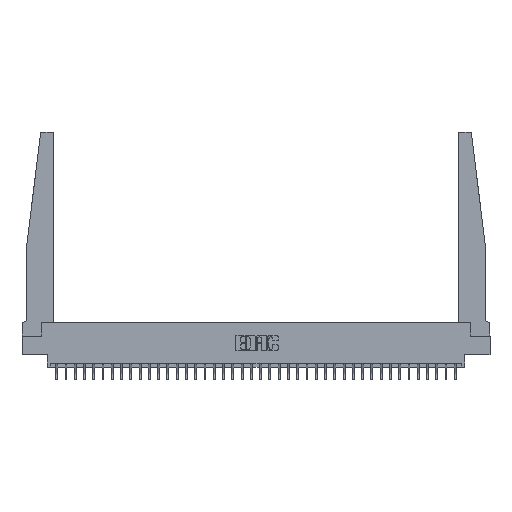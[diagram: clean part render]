
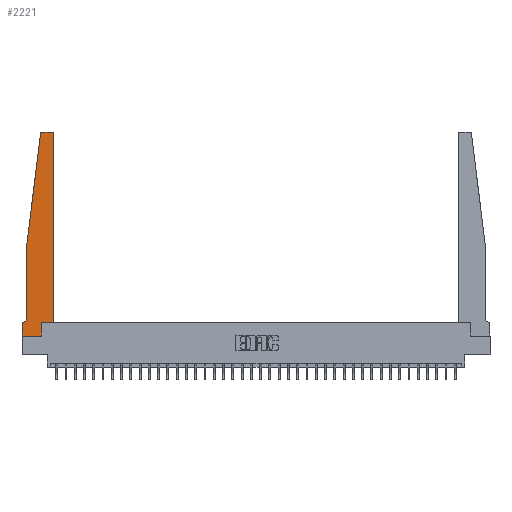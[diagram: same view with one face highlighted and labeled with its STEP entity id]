
A CAD part, top view. The second image highlights one B-rep face of the part: STEP entity #2221.
In plain terms, the highlighted planar face has unit normal (0, 0, 1).
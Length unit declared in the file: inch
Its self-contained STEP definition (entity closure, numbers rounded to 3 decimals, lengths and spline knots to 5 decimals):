
#206 = CARTESIAN_POINT ( 'NONE',  ( 0.25, 2.75, 0.37 ) ) ;
#426 = CARTESIAN_POINT ( 'NONE',  ( 0.2605, 0.18, 0.37 ) ) ;
#517 = EDGE_CURVE ( 'NONE', #23817, #27185, #30362, .T. ) ;
#894 = VERTEX_POINT ( 'NONE', #8431 ) ;
#1973 = VERTEX_POINT ( 'NONE', #3784 ) ;
#2019 = ORIENTED_EDGE ( 'NONE', *, *, #517, .T. ) ;
#2221 = ADVANCED_FACE ( 'NONE', ( #25136 ), #19782, .T. ) ;
#2350 = CARTESIAN_POINT ( 'NONE',  ( 0., 0.1875, 0.37 ) ) ;
#2459 = EDGE_CURVE ( 'NONE', #30640, #23817, #27339, .T. ) ;
#2644 = DIRECTION ( 'NONE',  ( 0., 0., 1. ) ) ;
#2762 = EDGE_CURVE ( 'NONE', #27185, #7395, #30624, .T. ) ;
#3238 = EDGE_CURVE ( 'NONE', #5609, #30640, #11963, .T. ) ;
#3727 = DIRECTION ( 'NONE',  ( 1., 0., 0. ) ) ;
#3784 = CARTESIAN_POINT ( 'NONE',  ( 0.065, 1.25, 0.37 ) ) ;
#3847 = LINE ( 'NONE', #11751, #4542 ) ;
#4138 = DIRECTION ( 'NONE',  ( 1., 0., 0. ) ) ;
#4258 = ORIENTED_EDGE ( 'NONE', *, *, #32331, .T. ) ;
#4542 = VECTOR ( 'NONE', #9156, 39.37008 ) ;
#5609 = VERTEX_POINT ( 'NONE', #22104 ) ;
#5839 = CARTESIAN_POINT ( 'NONE',  ( 0., 0., 0.37 ) ) ;
#6391 = VECTOR ( 'NONE', #29931, 39.37008 ) ;
#6877 = VERTEX_POINT ( 'NONE', #16934 ) ;
#6995 = AXIS2_PLACEMENT_3D ( 'NONE', #16785, #11462, #3727 ) ;
#7395 = VERTEX_POINT ( 'NONE', #426 ) ;
#7430 = LINE ( 'NONE', #206, #31678 ) ;
#7469 = VECTOR ( 'NONE', #22839, 39.37008 ) ;
#7556 = CIRCLE ( 'NONE', #6995, 0.03 ) ;
#7802 = LINE ( 'NONE', #12793, #31772 ) ;
#8050 = VECTOR ( 'NONE', #12308, 39.37008 ) ;
#8431 = CARTESIAN_POINT ( 'NONE',  ( 0.065, 0.2375, 0.37 ) ) ;
#8534 = EDGE_CURVE ( 'NONE', #894, #5609, #28047, .T. ) ;
#9156 = DIRECTION ( 'NONE',  ( -0.122, -0.992, 0. ) ) ;
#9437 = CARTESIAN_POINT ( 'NONE',  ( 0., 0., 0.37 ) ) ;
#9743 = CARTESIAN_POINT ( 'NONE',  ( 0.2605, 0.18, 0.37 ) ) ;
#10747 = VERTEX_POINT ( 'NONE', #10870 ) ;
#10870 = CARTESIAN_POINT ( 'NONE',  ( 0.27653, 2.75, 0.37 ) ) ;
#11334 = LINE ( 'NONE', #22696, #14452 ) ;
#11462 = DIRECTION ( 'NONE',  ( 0., 0., 1. ) ) ;
#11678 = DIRECTION ( 'NONE',  ( 0., 1., 0. ) ) ;
#11751 = CARTESIAN_POINT ( 'NONE',  ( 0.065, 1.25, 0.37 ) ) ;
#11785 = EDGE_CURVE ( 'NONE', #6877, #1973, #3847, .T. ) ;
#11925 = ORIENTED_EDGE ( 'NONE', *, *, #3238, .T. ) ;
#11963 = LINE ( 'NONE', #22462, #8050 ) ;
#12066 = EDGE_CURVE ( 'NONE', #29676, #21883, #26013, .T. ) ;
#12265 = VERTEX_POINT ( 'NONE', #14804 ) ;
#12308 = DIRECTION ( 'NONE',  ( -1., 0., 0. ) ) ;
#12793 = CARTESIAN_POINT ( 'NONE',  ( 0.065, 1.25, 0.37 ) ) ;
#13120 = CARTESIAN_POINT ( 'NONE',  ( 0.425, 2.72, 0.37 ) ) ;
#13183 = AXIS2_PLACEMENT_3D ( 'NONE', #18316, #31940, #18485 ) ;
#14281 = ORIENTED_EDGE ( 'NONE', *, *, #8534, .T. ) ;
#14300 = EDGE_CURVE ( 'NONE', #12265, #29676, #11334, .T. ) ;
#14452 = VECTOR ( 'NONE', #11678, 39.37008 ) ;
#14515 = AXIS2_PLACEMENT_3D ( 'NONE', #30329, #17536, #4138 ) ;
#14804 = CARTESIAN_POINT ( 'NONE',  ( 0.425, 0.18, 0.37 ) ) ;
#15164 = DIRECTION ( 'NONE',  ( -1., 0., 0. ) ) ;
#15551 = ORIENTED_EDGE ( 'NONE', *, *, #2459, .T. ) ;
#15697 = CARTESIAN_POINT ( 'NONE',  ( 0.395, 2.72, 0.37 ) ) ;
#16367 = CARTESIAN_POINT ( 'NONE',  ( 0.395, 2.75, 0.37 ) ) ;
#16785 = CARTESIAN_POINT ( 'NONE',  ( 0.27653, 2.72, 0.37 ) ) ;
#16934 = CARTESIAN_POINT ( 'NONE',  ( 0.24675, 2.72367, 0.37 ) ) ;
#17363 = ORIENTED_EDGE ( 'NONE', *, *, #17378, .T. ) ;
#17378 = EDGE_CURVE ( 'NONE', #21883, #10747, #7430, .T. ) ;
#17536 = DIRECTION ( 'NONE',  ( 0., 0., 1. ) ) ;
#18245 = EDGE_CURVE ( 'NONE', #7395, #12265, #27166, .T. ) ;
#18316 = CARTESIAN_POINT ( 'NONE',  ( 0.015, 0.2375, 0.37 ) ) ;
#18485 = DIRECTION ( 'NONE',  ( -1., 0., 0. ) ) ;
#19782 = PLANE ( 'NONE',  #14515 ) ;
#20289 = ORIENTED_EDGE ( 'NONE', *, *, #21726, .T. ) ;
#20491 = DIRECTION ( 'NONE',  ( 1., 0., 0. ) ) ;
#21512 = ORIENTED_EDGE ( 'NONE', *, *, #18245, .T. ) ;
#21527 = EDGE_LOOP ( 'NONE', ( #17363, #4258, #30356, #20289, #14281, #11925, #15551, #2019, #32985, #21512, #27808, #28031 ) ) ;
#21726 = EDGE_CURVE ( 'NONE', #1973, #894, #7802, .T. ) ;
#21883 = VERTEX_POINT ( 'NONE', #16367 ) ;
#22104 = CARTESIAN_POINT ( 'NONE',  ( 0.015, 0.1875, 0.37 ) ) ;
#22462 = CARTESIAN_POINT ( 'NONE',  ( 0.065, 0.1875, 0.37 ) ) ;
#22696 = CARTESIAN_POINT ( 'NONE',  ( 0.425, 0.18, 0.37 ) ) ;
#22839 = DIRECTION ( 'NONE',  ( 0., 1., 0. ) ) ;
#23817 = VERTEX_POINT ( 'NONE', #9437 ) ;
#24083 = VECTOR ( 'NONE', #20491, 39.37008 ) ;
#24563 = CARTESIAN_POINT ( 'NONE',  ( 0.425, 0.18, 0.37 ) ) ;
#25136 = FACE_OUTER_BOUND ( 'NONE', #21527, .T. ) ;
#25672 = CARTESIAN_POINT ( 'NONE',  ( 0., 0., 0.37 ) ) ;
#25882 = DIRECTION ( 'NONE',  ( 0., -1., 0. ) ) ;
#26013 = CIRCLE ( 'NONE', #29332, 0.03 ) ;
#26830 = DIRECTION ( 'NONE',  ( 0., -1., 0. ) ) ;
#27166 = LINE ( 'NONE', #24563, #6391 ) ;
#27185 = VERTEX_POINT ( 'NONE', #27956 ) ;
#27225 = DIRECTION ( 'NONE',  ( 1., 0., 0. ) ) ;
#27339 = LINE ( 'NONE', #5839, #29462 ) ;
#27808 = ORIENTED_EDGE ( 'NONE', *, *, #14300, .T. ) ;
#27956 = CARTESIAN_POINT ( 'NONE',  ( 0.2605, 0., 0.37 ) ) ;
#28031 = ORIENTED_EDGE ( 'NONE', *, *, #12066, .T. ) ;
#28047 = CIRCLE ( 'NONE', #13183, 0.05 ) ;
#29332 = AXIS2_PLACEMENT_3D ( 'NONE', #15697, #2644, #27225 ) ;
#29462 = VECTOR ( 'NONE', #26830, 39.37008 ) ;
#29676 = VERTEX_POINT ( 'NONE', #13120 ) ;
#29931 = DIRECTION ( 'NONE',  ( 1., 0., 0. ) ) ;
#30329 = CARTESIAN_POINT ( 'NONE',  ( 0., 0.1875, 0.37 ) ) ;
#30356 = ORIENTED_EDGE ( 'NONE', *, *, #11785, .T. ) ;
#30362 = LINE ( 'NONE', #25672, #24083 ) ;
#30624 = LINE ( 'NONE', #9743, #7469 ) ;
#30640 = VERTEX_POINT ( 'NONE', #2350 ) ;
#31678 = VECTOR ( 'NONE', #15164, 39.37008 ) ;
#31772 = VECTOR ( 'NONE', #25882, 39.37008 ) ;
#31940 = DIRECTION ( 'NONE',  ( 0., 0., -1. ) ) ;
#32331 = EDGE_CURVE ( 'NONE', #10747, #6877, #7556, .T. ) ;
#32985 = ORIENTED_EDGE ( 'NONE', *, *, #2762, .T. ) ;
